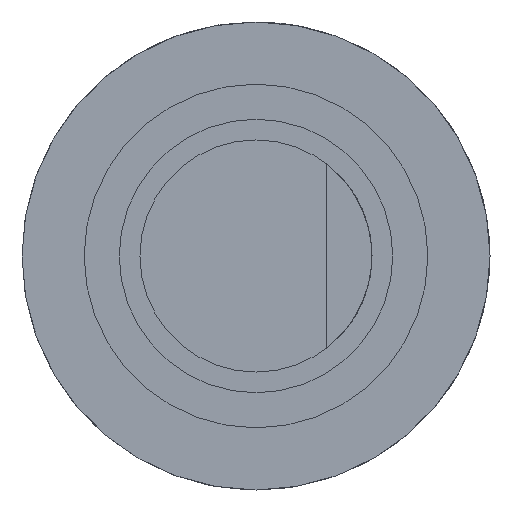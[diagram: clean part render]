
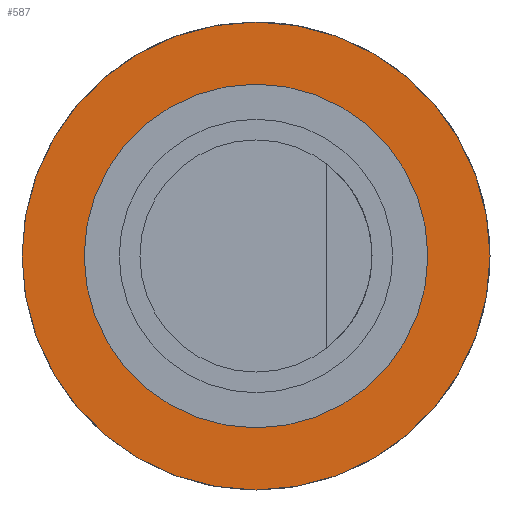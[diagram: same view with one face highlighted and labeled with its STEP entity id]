
A CAD part, left-side view. The second image highlights one B-rep face of the part: STEP entity #587.
In plain terms, the highlighted planar face has unit normal (-1, 0, 0).
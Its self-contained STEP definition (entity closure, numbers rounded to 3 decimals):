
#37=FACE_BOUND('',#108,.T.);
#55=PLANE('',#649);
#74=FACE_OUTER_BOUND('',#107,.T.);
#107=EDGE_LOOP('',(#411));
#108=EDGE_LOOP('',(#412));
#240=CIRCLE('',#648,32.);
#241=CIRCLE('',#650,23.5);
#271=VERTEX_POINT('',#897);
#272=VERTEX_POINT('',#901);
#327=EDGE_CURVE('',#271,#271,#240,.T.);
#328=EDGE_CURVE('',#272,#272,#241,.F.);
#411=ORIENTED_EDGE('',*,*,#327,.T.);
#412=ORIENTED_EDGE('',*,*,#328,.T.);
#587=ADVANCED_FACE('',(#74,#37),#55,.T.);
#648=AXIS2_PLACEMENT_3D('',#899,#722,#723);
#649=AXIS2_PLACEMENT_3D('',#900,#724,#725);
#650=AXIS2_PLACEMENT_3D('',#902,#726,#727);
#722=DIRECTION('center_axis',(-1.,0.,0.));
#723=DIRECTION('ref_axis',(0.,0.,1.));
#724=DIRECTION('center_axis',(-1.,0.,0.));
#725=DIRECTION('ref_axis',(0.,0.,1.));
#726=DIRECTION('center_axis',(-1.,0.,0.));
#727=DIRECTION('ref_axis',(0.,0.,1.));
#897=CARTESIAN_POINT('',(-73.,0.,-32.));
#899=CARTESIAN_POINT('Origin',(-73.,0.,0.));
#900=CARTESIAN_POINT('Origin',(-73.,0.,0.));
#901=CARTESIAN_POINT('',(-73.,0.,-23.5));
#902=CARTESIAN_POINT('Origin',(-73.,0.,0.));
